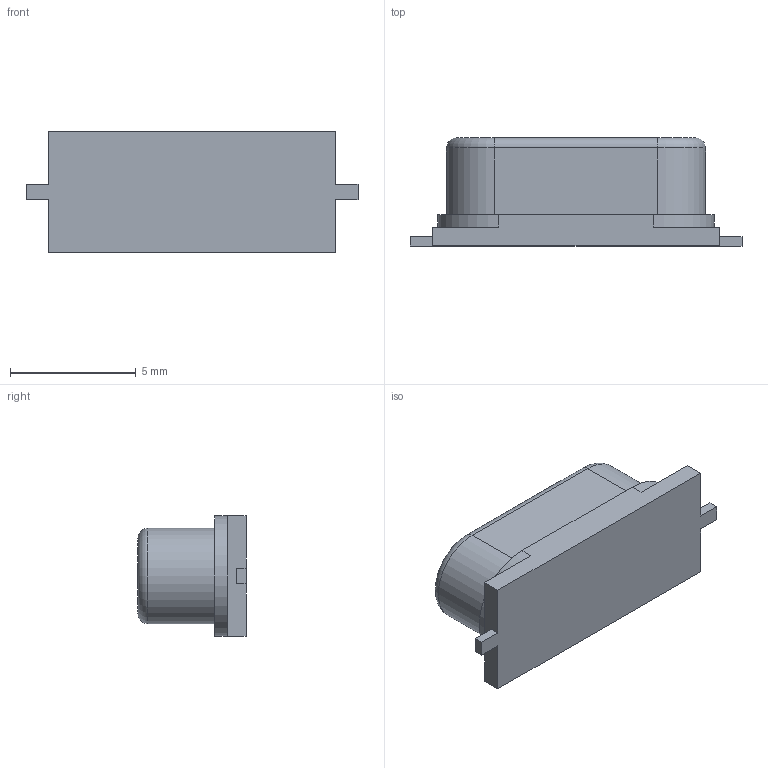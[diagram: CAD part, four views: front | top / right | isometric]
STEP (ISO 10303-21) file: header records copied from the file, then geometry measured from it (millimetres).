
FILE_DESCRIPTION (( 'STEP AP214' ), '1' );
FILE_NAME ('User Library-ECS-240-20-5PX-TR.STEP', '2016-06-20T08:50:18', ( 'Windows User' ), ( '' ), 'SwSTEP 2.0', 'SolidWorks 2016', '' );
FILE_SCHEMA (( 'AUTOMOTIVE_DESIGN' ));
Length unit declared in the file: millimetre
Products named in the file (1): User Library-ECS-240-20-5PX-TR
Bounding box: 13.2 x 4.3 x 4.8 mm (x, y, z)
Volume: 174.5 mm3; surface area: 222.8 mm2
Topology: 1 solids, 1 shells, 27 faces, 68 edges, 44 vertices
Faces by surface type: plane 19, cylinder 6, torus 2
Entity records: 926 total; most frequent: CARTESIAN_POINT 140, DIRECTION 138, ORIENTED_EDGE 136, EDGE_CURVE 68, LINE 54, VECTOR 54, VERTEX_POINT 44, AXIS2_PLACEMENT_3D 42
